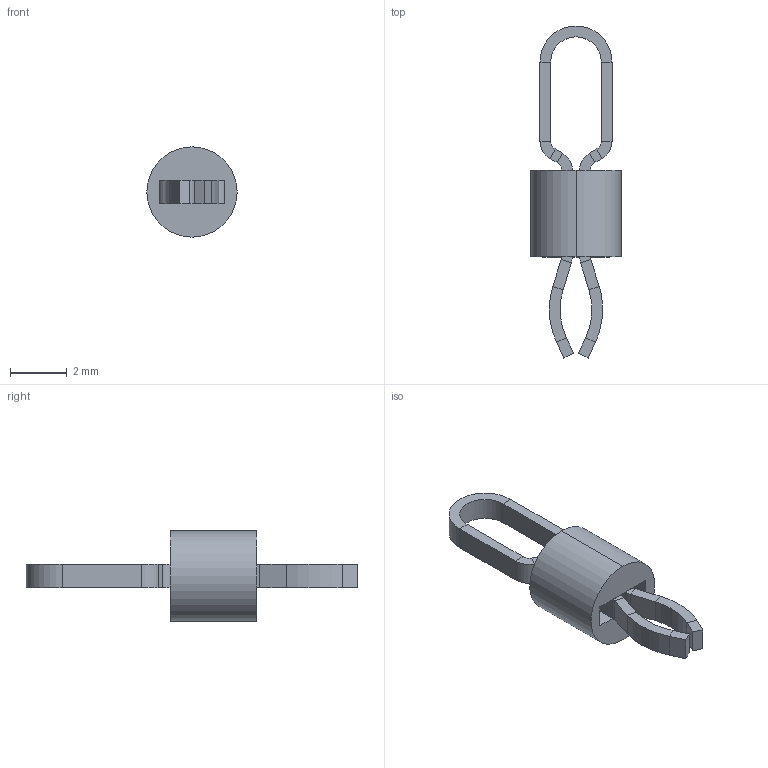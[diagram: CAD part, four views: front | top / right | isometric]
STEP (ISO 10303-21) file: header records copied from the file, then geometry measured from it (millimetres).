
FILE_DESCRIPTION (( 'STEP AP214' ), '1' );
FILE_NAME ('5013.STEP', '2021-03-19T17:54:47', ( '' ), ( '' ), 'SwSTEP 2.0', 'SolidWorks 2017', '' );
FILE_SCHEMA (( 'AUTOMOTIVE_DESIGN' ));
Length unit declared in the file: inch
Products named in the file (1): 5013
Bounding box: 3.17 x 11.68 x 3.17 mm (x, y, z)
Volume: 26.2 mm3; surface area: 121.8 mm2
Topology: 2 solids, 2 shells, 88 faces, 180 edges, 96 vertices
Faces by surface type: plane 66, cylinder 22
Entity records: 2267 total; most frequent: DIRECTION 402, CARTESIAN_POINT 365, ORIENTED_EDGE 360, EDGE_CURVE 180, VECTOR 136, LINE 136, AXIS2_PLACEMENT_3D 133, VERTEX_POINT 96
